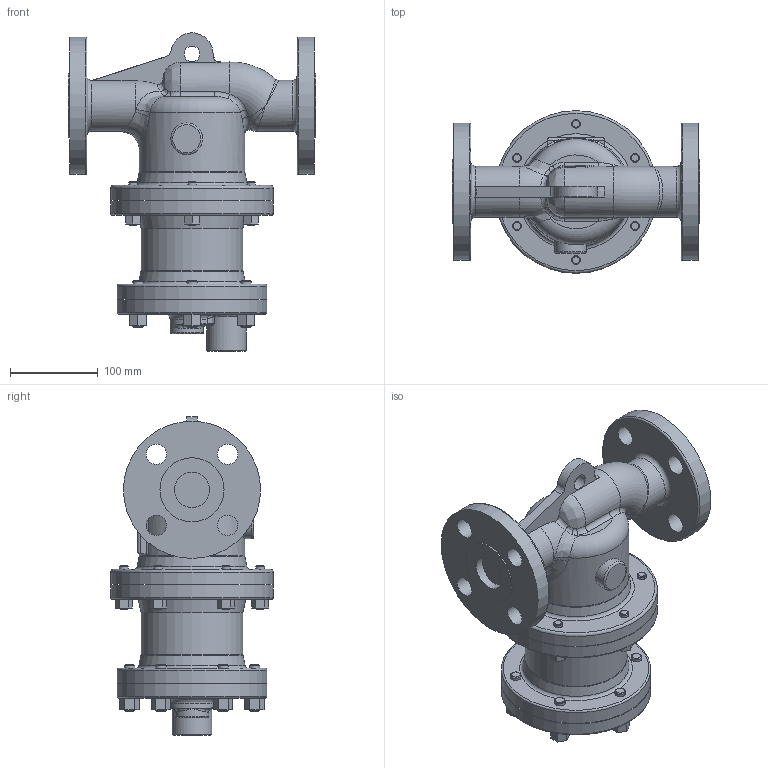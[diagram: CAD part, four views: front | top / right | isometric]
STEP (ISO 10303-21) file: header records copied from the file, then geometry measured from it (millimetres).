
FILE_DESCRIPTION((''),'2;1');
FILE_NAME('dc3al-040-a0300-00.stp','2014-02-14T12:58:38',('akifuji'),(''),'Autodesk Inventor 2012','Autodesk Inventor 2012','');
FILE_SCHEMA(('AUTOMOTIVE_DESIGN { 1 0 10303 214 1 1 1 1 }'));
Length unit declared in the file: millimetre
Products named in the file (1): dc3al-040-a0300-00
Bounding box: 281 x 185 x 361.94 mm (x, y, z)
Volume: 5038909.3 mm3; surface area: 388445.6 mm2
Topology: 1 solids, 1 shells, 372 faces, 889 edges, 560 vertices
Faces by surface type: plane 167, cylinder 98, bspline 45, torus 32, cone 30
Full cylindrical faces by diameter (mm): 10 x18, 12 x18, 17.475 x1, 18 x1, 23 x8, 36 x1, 38 x1, 40 x2, 45 x1, 58 x1, 73 x2, 92.1 x1, 112.2 x1, 116 x1, 120 x1, 156 x2, 170 x2, 185 x2
Entity records: 12557 total; most frequent: CARTESIAN_POINT 4639, DIRECTION 1562, ORIENTED_EDGE 1480, EDGE_CURVE 740, AXIS2_PLACEMENT_3D 630, EDGE_LOOP 575, VERTEX_POINT 531, FACE_OUTER_BOUND 372
